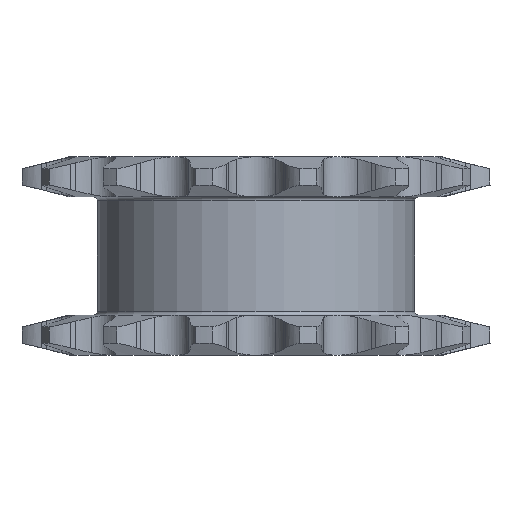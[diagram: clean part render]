
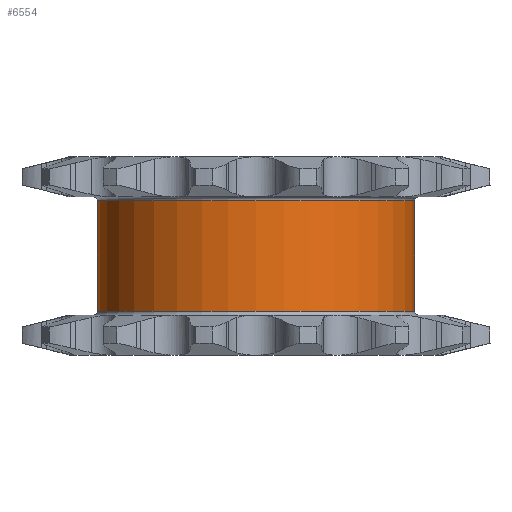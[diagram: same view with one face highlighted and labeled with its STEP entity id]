
A CAD part, front view. The second image highlights one B-rep face of the part: STEP entity #6554.
In plain terms, the highlighted cylindrical face has radius 10.721 mm (diameter 21.441 mm), a partial arc.
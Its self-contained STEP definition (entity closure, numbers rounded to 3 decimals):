
#59 = CARTESIAN_POINT ( 'NONE',  ( -10.721, 0., 1.6 ) ) ;
#199 = VECTOR ( 'NONE', #3280, 1000. ) ;
#369 = ORIENTED_EDGE ( 'NONE', *, *, #9862, .T. ) ;
#565 = AXIS2_PLACEMENT_3D ( 'NONE', #6639, #1523, #7488 ) ;
#599 = EDGE_CURVE ( 'NONE', #5419, #9677, #5730, .T. ) ;
#748 = DIRECTION ( 'NONE',  ( -1., 0., 0. ) ) ;
#1523 = DIRECTION ( 'NONE',  ( 0., 0., -1. ) ) ;
#1712 = ORIENTED_EDGE ( 'NONE', *, *, #4722, .F. ) ;
#2079 = VERTEX_POINT ( 'NONE', #4609 ) ;
#2323 = ORIENTED_EDGE ( 'NONE', *, *, #599, .F. ) ;
#2560 = AXIS2_PLACEMENT_3D ( 'NONE', #4340, #10281, #5206 ) ;
#2939 = CARTESIAN_POINT ( 'NONE',  ( -10.721, 0., -5.385 ) ) ;
#2950 = EDGE_CURVE ( 'NONE', #9699, #2079, #6629, .T. ) ;
#3236 = CYLINDRICAL_SURFACE ( 'NONE', #9219, 10.721 ) ;
#3280 = DIRECTION ( 'NONE',  ( 0., 0., -1. ) ) ;
#3730 = CARTESIAN_POINT ( 'NONE',  ( 10.721, 0., 1.6 ) ) ;
#4144 = DIRECTION ( 'NONE',  ( 0., 0., -1. ) ) ;
#4340 = CARTESIAN_POINT ( 'NONE',  ( 0., 0., 9.092 ) ) ;
#4609 = CARTESIAN_POINT ( 'NONE',  ( -10.721, 0., 9.092 ) ) ;
#4722 = EDGE_CURVE ( 'NONE', #9699, #5419, #9792, .T. ) ;
#4729 = EDGE_LOOP ( 'NONE', ( #1712, #9252, #369, #2323 ) ) ;
#5012 = CARTESIAN_POINT ( 'NONE',  ( 10.721, 0., -5.385 ) ) ;
#5206 = DIRECTION ( 'NONE',  ( -1., 0., 0. ) ) ;
#5419 = VERTEX_POINT ( 'NONE', #3730 ) ;
#5446 = VECTOR ( 'NONE', #8039, 1000. ) ;
#5730 = CIRCLE ( 'NONE', #565, 10.721 ) ;
#6554 = ADVANCED_FACE ( 'NONE', ( #8060 ), #3236, .T. ) ;
#6629 = CIRCLE ( 'NONE', #2560, 10.721 ) ;
#6639 = CARTESIAN_POINT ( 'NONE',  ( 0., 0., 1.6 ) ) ;
#7432 = LINE ( 'NONE', #2939, #5446 ) ;
#7488 = DIRECTION ( 'NONE',  ( -1., 0., 0. ) ) ;
#8039 = DIRECTION ( 'NONE',  ( 0., 0., -1. ) ) ;
#8060 = FACE_OUTER_BOUND ( 'NONE', #4729, .T. ) ;
#9219 = AXIS2_PLACEMENT_3D ( 'NONE', #10060, #4144, #748 ) ;
#9252 = ORIENTED_EDGE ( 'NONE', *, *, #2950, .T. ) ;
#9467 = CARTESIAN_POINT ( 'NONE',  ( 10.721, 0., 9.092 ) ) ;
#9677 = VERTEX_POINT ( 'NONE', #59 ) ;
#9699 = VERTEX_POINT ( 'NONE', #9467 ) ;
#9792 = LINE ( 'NONE', #5012, #199 ) ;
#9862 = EDGE_CURVE ( 'NONE', #2079, #9677, #7432, .T. ) ;
#10060 = CARTESIAN_POINT ( 'NONE',  ( 0., 0., -5.385 ) ) ;
#10281 = DIRECTION ( 'NONE',  ( 0., 0., -1. ) ) ;
